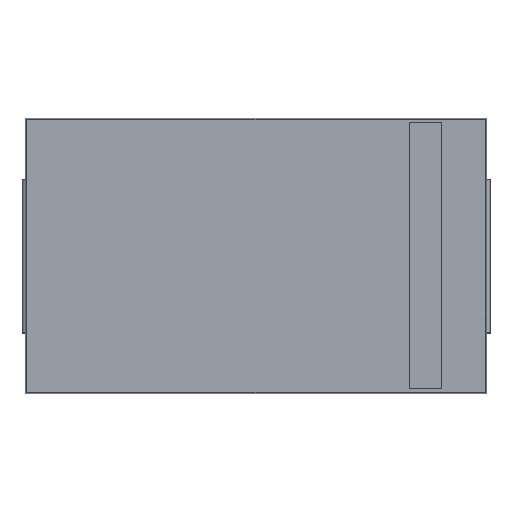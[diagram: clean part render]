
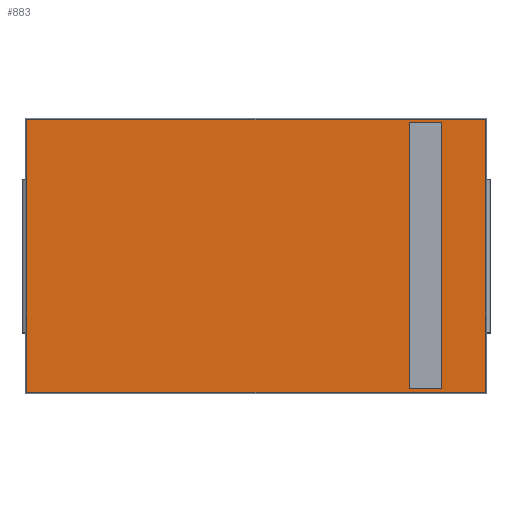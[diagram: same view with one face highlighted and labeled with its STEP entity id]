
A CAD part, top view. The second image highlights one B-rep face of the part: STEP entity #883.
In plain terms, the highlighted planar face has unit normal (0, 0, 1).
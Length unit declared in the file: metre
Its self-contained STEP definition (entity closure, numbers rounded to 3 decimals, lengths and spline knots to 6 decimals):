
#242=ORIENTED_EDGE('',*,*,#396,.T.);
#243=ORIENTED_EDGE('',*,*,#397,.T.);
#244=ORIENTED_EDGE('',*,*,#398,.T.);
#245=ORIENTED_EDGE('',*,*,#399,.T.);
#396=EDGE_CURVE('',#488,#489,#574,.T.);
#397=EDGE_CURVE('',#489,#490,#575,.T.);
#398=EDGE_CURVE('',#490,#491,#576,.T.);
#399=EDGE_CURVE('',#491,#488,#577,.T.);
#488=VERTEX_POINT('',#1472);
#489=VERTEX_POINT('',#1473);
#490=VERTEX_POINT('',#1475);
#491=VERTEX_POINT('',#1477);
#574=LINE('',#1471,#672);
#575=LINE('',#1474,#673);
#576=LINE('',#1476,#674);
#577=LINE('',#1478,#675);
#672=VECTOR('',#1220,1.);
#673=VECTOR('',#1221,1.);
#674=VECTOR('',#1222,1.);
#675=VECTOR('',#1223,1.);
#740=EDGE_LOOP('',(#242,#243,#244,#245));
#792=FACE_BOUND('',#740,.T.);
#832=PLANE('',#1009);
#883=ADVANCED_FACE('',(#792),#832,.T.);
#1009=AXIS2_PLACEMENT_3D('',#1470,#1218,#1219);
#1218=DIRECTION('',(0.,0.,1.));
#1219=DIRECTION('',(1.,0.,0.));
#1220=DIRECTION('',(-1.,0.,0.));
#1221=DIRECTION('',(0.,-1.,0.));
#1222=DIRECTION('',(1.,0.,0.));
#1223=DIRECTION('',(0.,1.,0.));
#1470=CARTESIAN_POINT('',(0.,0.,0.0018));
#1471=CARTESIAN_POINT('',(0.,0.002125,0.0018));
#1472=CARTESIAN_POINT('',(0.003575,0.002125,0.0018));
#1473=CARTESIAN_POINT('',(-0.003575,0.002125,0.0018));
#1474=CARTESIAN_POINT('',(-0.003575,0.,0.0018));
#1475=CARTESIAN_POINT('',(-0.003575,-0.002125,0.0018));
#1476=CARTESIAN_POINT('',(0.0036,-0.002125,0.0018));
#1477=CARTESIAN_POINT('',(0.003575,-0.002125,0.0018));
#1478=CARTESIAN_POINT('',(0.003575,0.00215,0.0018));
